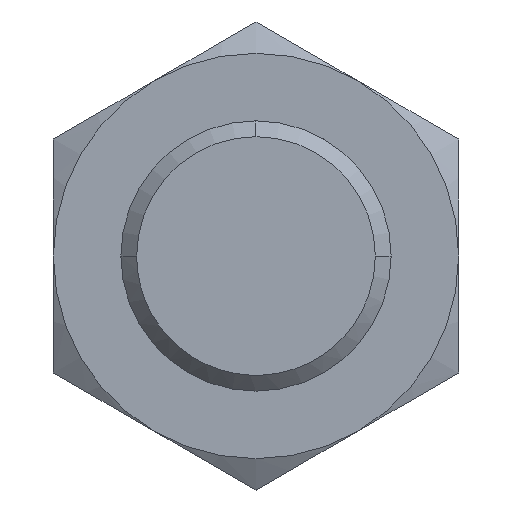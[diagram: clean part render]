
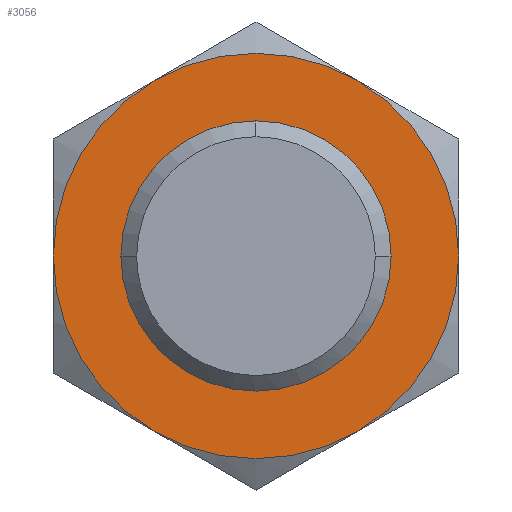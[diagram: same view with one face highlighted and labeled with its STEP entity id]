
A CAD part, front view. The second image highlights one B-rep face of the part: STEP entity #3056.
In plain terms, the highlighted planar face has unit normal (0, -1, 0).
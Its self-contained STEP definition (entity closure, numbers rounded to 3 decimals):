
#248 = DIRECTION ( 'NONE',  ( 0., 1., 0. ) ) ;
#327 = PLANE ( 'NONE',  #5556 ) ;
#356 = EDGE_CURVE ( 'NONE', #5232, #7688, #8622, .T. ) ;
#450 = ORIENTED_EDGE ( 'NONE', *, *, #356, .F. ) ;
#519 = ORIENTED_EDGE ( 'NONE', *, *, #1272, .F. ) ;
#564 = CIRCLE ( 'NONE', #2805, 9. ) ;
#593 = DIRECTION ( 'NONE',  ( 0., 1., 0. ) ) ;
#836 = CARTESIAN_POINT ( 'NONE',  ( 0., 10., 0. ) ) ;
#837 = CIRCLE ( 'NONE', #8086, 9. ) ;
#989 = CARTESIAN_POINT ( 'NONE',  ( 0., 10., -10.392 ) ) ;
#1116 = ORIENTED_EDGE ( 'NONE', *, *, #3322, .T. ) ;
#1272 = EDGE_CURVE ( 'NONE', #2998, #1419, #837, .T. ) ;
#1379 = EDGE_LOOP ( 'NONE', ( #1116, #7620 ) ) ;
#1410 = DIRECTION ( 'NONE',  ( 0., 1., 0. ) ) ;
#1419 = VERTEX_POINT ( 'NONE', #5434 ) ;
#1585 = DIRECTION ( 'NONE',  ( 1., 0., 0. ) ) ;
#1725 = CARTESIAN_POINT ( 'NONE',  ( 0., 10., 0. ) ) ;
#1733 = CIRCLE ( 'NONE', #7017, 6. ) ;
#1794 = DIRECTION ( 'NONE',  ( 0., 1., 0. ) ) ;
#1882 = DIRECTION ( 'NONE',  ( 0., 1., 0. ) ) ;
#1974 = ORIENTED_EDGE ( 'NONE', *, *, #8384, .F. ) ;
#2227 = CIRCLE ( 'NONE', #5408, 9. ) ;
#2312 = DIRECTION ( 'NONE',  ( 1., 0., 0. ) ) ;
#2445 = FACE_BOUND ( 'NONE', #1379, .T. ) ;
#2561 = EDGE_CURVE ( 'NONE', #6045, #2998, #564, .T. ) ;
#2655 = CIRCLE ( 'NONE', #7498, 6. ) ;
#2805 = AXIS2_PLACEMENT_3D ( 'NONE', #8277, #1410, #2312 ) ;
#2916 = DIRECTION ( 'NONE',  ( 1., 0., 0. ) ) ;
#2998 = VERTEX_POINT ( 'NONE', #6249 ) ;
#3017 = CARTESIAN_POINT ( 'NONE',  ( 0., 10., 0. ) ) ;
#3056 = ADVANCED_FACE ( 'NONE', ( #3748, #2445 ), #327, .T. ) ;
#3063 = CARTESIAN_POINT ( 'NONE',  ( 4.5, 10., 7.794 ) ) ;
#3322 = EDGE_CURVE ( 'NONE', #4341, #4331, #2655, .T. ) ;
#3504 = DIRECTION ( 'NONE',  ( 0., 1., 0. ) ) ;
#3748 = FACE_OUTER_BOUND ( 'NONE', #6594, .T. ) ;
#3923 = CARTESIAN_POINT ( 'NONE',  ( 0., 10., 0. ) ) ;
#4331 = VERTEX_POINT ( 'NONE', #7783 ) ;
#4341 = VERTEX_POINT ( 'NONE', #6600 ) ;
#4375 = CARTESIAN_POINT ( 'NONE',  ( 0., 10., 0. ) ) ;
#4434 = DIRECTION ( 'NONE',  ( 1., 0., 0. ) ) ;
#4548 = DIRECTION ( 'NONE',  ( 1., 0., 0. ) ) ;
#4717 = DIRECTION ( 'NONE',  ( 1., 0., 0. ) ) ;
#5020 = DIRECTION ( 'NONE',  ( 1., 0., 0. ) ) ;
#5185 = CARTESIAN_POINT ( 'NONE',  ( 0., 10., 0. ) ) ;
#5216 = CARTESIAN_POINT ( 'NONE',  ( -4.5, 10., 7.794 ) ) ;
#5232 = VERTEX_POINT ( 'NONE', #8439 ) ;
#5408 = AXIS2_PLACEMENT_3D ( 'NONE', #3017, #248, #2916 ) ;
#5434 = CARTESIAN_POINT ( 'NONE',  ( 4.5, 10., -7.794 ) ) ;
#5506 = DIRECTION ( 'NONE',  ( 1., 0., 0. ) ) ;
#5556 = AXIS2_PLACEMENT_3D ( 'NONE', #989, #7608, #6400 ) ;
#5621 = CIRCLE ( 'NONE', #8568, 9. ) ;
#5961 = ORIENTED_EDGE ( 'NONE', *, *, #6008, .F. ) ;
#6008 = EDGE_CURVE ( 'NONE', #1419, #5232, #2227, .T. ) ;
#6045 = VERTEX_POINT ( 'NONE', #3063 ) ;
#6249 = CARTESIAN_POINT ( 'NONE',  ( 9., 10., 0. ) ) ;
#6286 = DIRECTION ( 'NONE',  ( 0., 1., 0. ) ) ;
#6400 = DIRECTION ( 'NONE',  ( -1., 0., 0. ) ) ;
#6594 = EDGE_LOOP ( 'NONE', ( #8643, #7640, #1974, #450, #5961, #519 ) ) ;
#6600 = CARTESIAN_POINT ( 'NONE',  ( 6., 10., 0. ) ) ;
#6734 = CARTESIAN_POINT ( 'NONE',  ( -9., 10., 0. ) ) ;
#6810 = CARTESIAN_POINT ( 'NONE',  ( 0., 10., 0. ) ) ;
#6860 = CIRCLE ( 'NONE', #7422, 9. ) ;
#7017 = AXIS2_PLACEMENT_3D ( 'NONE', #4375, #1794, #5020 ) ;
#7422 = AXIS2_PLACEMENT_3D ( 'NONE', #6810, #3504, #5506 ) ;
#7498 = AXIS2_PLACEMENT_3D ( 'NONE', #836, #8252, #1585 ) ;
#7556 = VERTEX_POINT ( 'NONE', #5216 ) ;
#7608 = DIRECTION ( 'NONE',  ( 0., -1., 0. ) ) ;
#7620 = ORIENTED_EDGE ( 'NONE', *, *, #8068, .T. ) ;
#7640 = ORIENTED_EDGE ( 'NONE', *, *, #7730, .F. ) ;
#7688 = VERTEX_POINT ( 'NONE', #6734 ) ;
#7730 = EDGE_CURVE ( 'NONE', #7556, #6045, #6860, .T. ) ;
#7783 = CARTESIAN_POINT ( 'NONE',  ( -6., 10., 0. ) ) ;
#8068 = EDGE_CURVE ( 'NONE', #4331, #4341, #1733, .T. ) ;
#8086 = AXIS2_PLACEMENT_3D ( 'NONE', #5185, #1882, #4548 ) ;
#8186 = AXIS2_PLACEMENT_3D ( 'NONE', #1725, #6286, #4434 ) ;
#8252 = DIRECTION ( 'NONE',  ( 0., 1., 0. ) ) ;
#8277 = CARTESIAN_POINT ( 'NONE',  ( 0., 10., 0. ) ) ;
#8384 = EDGE_CURVE ( 'NONE', #7688, #7556, #5621, .T. ) ;
#8439 = CARTESIAN_POINT ( 'NONE',  ( -4.5, 10., -7.794 ) ) ;
#8568 = AXIS2_PLACEMENT_3D ( 'NONE', #3923, #593, #4717 ) ;
#8622 = CIRCLE ( 'NONE', #8186, 9. ) ;
#8643 = ORIENTED_EDGE ( 'NONE', *, *, #2561, .F. ) ;
